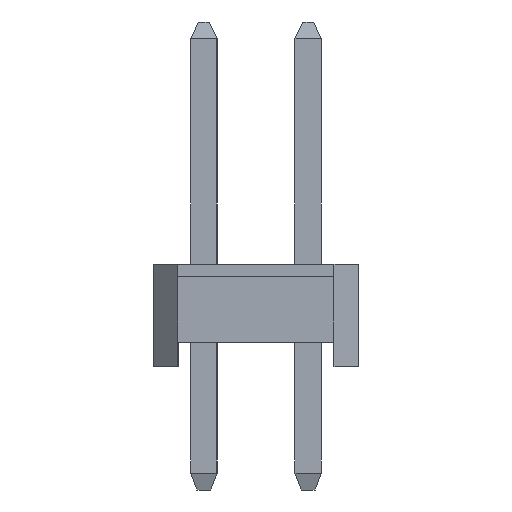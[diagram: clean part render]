
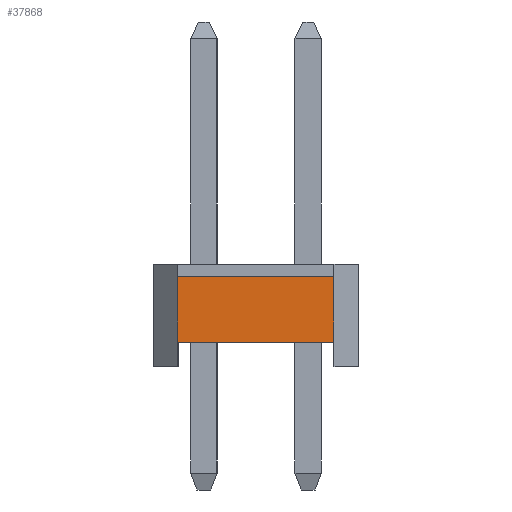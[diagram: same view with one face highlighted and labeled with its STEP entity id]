
A CAD part, left-side view. The second image highlights one B-rep face of the part: STEP entity #37868.
In plain terms, the highlighted planar face has unit normal (-1, 0, 0).
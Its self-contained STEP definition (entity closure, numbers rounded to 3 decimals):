
#972 = DIRECTION ( 'NONE',  ( 0., -1., 0. ) ) ;
#1674 = CARTESIAN_POINT ( 'NONE',  ( -1.27, 1.9, 0.6 ) ) ;
#1949 = CARTESIAN_POINT ( 'NONE',  ( -1.27, 1.9, 2.5 ) ) ;
#3671 = LINE ( 'NONE', #6816, #34663 ) ;
#6019 = CARTESIAN_POINT ( 'NONE',  ( -1.27, -1.9, 2.2 ) ) ;
#6816 = CARTESIAN_POINT ( 'NONE',  ( -1.27, 1.9, 2.5 ) ) ;
#9302 = EDGE_CURVE ( 'NONE', #42294, #13929, #3671, .T. ) ;
#9442 = DIRECTION ( 'NONE',  ( 0., 0., -1. ) ) ;
#9823 = EDGE_CURVE ( 'NONE', #34459, #28904, #9885, .T. ) ;
#9885 = LINE ( 'NONE', #15944, #29579 ) ;
#12278 = FACE_OUTER_BOUND ( 'NONE', #31249, .T. ) ;
#13929 = VERTEX_POINT ( 'NONE', #1674 ) ;
#14594 = CARTESIAN_POINT ( 'NONE',  ( -1.27, 1.9, 0.6 ) ) ;
#15944 = CARTESIAN_POINT ( 'NONE',  ( -1.27, -1.9, 2.5 ) ) ;
#17913 = AXIS2_PLACEMENT_3D ( 'NONE', #1949, #33338, #33540 ) ;
#21347 = LINE ( 'NONE', #28033, #38411 ) ;
#21440 = CARTESIAN_POINT ( 'NONE',  ( -1.27, 1.9, 2.2 ) ) ;
#22545 = EDGE_CURVE ( 'NONE', #42294, #34459, #21347, .T. ) ;
#24856 = CARTESIAN_POINT ( 'NONE',  ( -1.27, -1.9, 0.6 ) ) ;
#27842 = DIRECTION ( 'NONE',  ( 0., 0., -1. ) ) ;
#28033 = CARTESIAN_POINT ( 'NONE',  ( -1.27, -1.9, 2.2 ) ) ;
#28904 = VERTEX_POINT ( 'NONE', #24856 ) ;
#29579 = VECTOR ( 'NONE', #9442, 1000. ) ;
#31134 = ORIENTED_EDGE ( 'NONE', *, *, #9302, .T. ) ;
#31249 = EDGE_LOOP ( 'NONE', ( #42551, #41168, #31134, #34658 ) ) ;
#33338 = DIRECTION ( 'NONE',  ( 1., 0., 0. ) ) ;
#33540 = DIRECTION ( 'NONE',  ( 0., 0., -1. ) ) ;
#34459 = VERTEX_POINT ( 'NONE', #6019 ) ;
#34543 = VECTOR ( 'NONE', #38094, 1000. ) ;
#34658 = ORIENTED_EDGE ( 'NONE', *, *, #38932, .T. ) ;
#34663 = VECTOR ( 'NONE', #27842, 1000. ) ;
#37438 = LINE ( 'NONE', #14594, #34543 ) ;
#37868 = ADVANCED_FACE ( 'NONE', ( #12278 ), #39785, .F. ) ;
#38094 = DIRECTION ( 'NONE',  ( 0., -1., 0. ) ) ;
#38411 = VECTOR ( 'NONE', #972, 1000. ) ;
#38932 = EDGE_CURVE ( 'NONE', #13929, #28904, #37438, .T. ) ;
#39785 = PLANE ( 'NONE',  #17913 ) ;
#41168 = ORIENTED_EDGE ( 'NONE', *, *, #22545, .F. ) ;
#42294 = VERTEX_POINT ( 'NONE', #21440 ) ;
#42551 = ORIENTED_EDGE ( 'NONE', *, *, #9823, .F. ) ;
